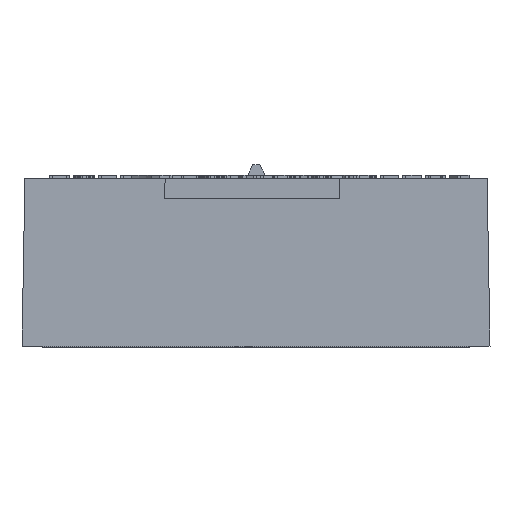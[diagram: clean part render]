
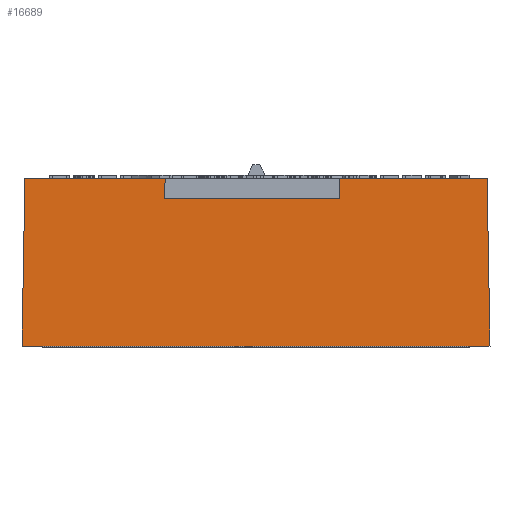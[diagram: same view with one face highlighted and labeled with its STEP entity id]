
A CAD part, front view. The second image highlights one B-rep face of the part: STEP entity #16689.
In plain terms, the highlighted planar face has unit normal (0, -1, 0.018).
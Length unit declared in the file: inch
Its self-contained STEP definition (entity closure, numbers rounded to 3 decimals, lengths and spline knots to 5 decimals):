
#1=DIRECTION('',(1.,0.,0.));
#2=VECTOR('',#1,0.42262);
#3=CARTESIAN_POINT('',(0.2395,0.00838,0.));
#4=LINE('',#3,#2);
#17=DIRECTION('',(1.,0.,0.));
#18=VECTOR('',#17,0.40162);
#19=CARTESIAN_POINT('',(-0.66212,0.00838,0.));
#20=LINE('',#19,#18);
#3474=DIRECTION('',(1.,0.,0.));
#3475=VECTOR('',#3474,0.50201);
#3476=CARTESIAN_POINT('',(-0.2615,0.00737,-0.0575));
#3477=LINE('',#3476,#3475);
#3478=DIRECTION('',(0.017,-0.017,-1.));
#3479=VECTOR('',#3478,0.05752);
#3480=CARTESIAN_POINT('',(0.2395,0.00838,0.));
#3481=LINE('',#3480,#3479);
#3482=DIRECTION('',(-0.017,-0.017,-1.));
#3483=VECTOR('',#3482,0.48015);
#3484=CARTESIAN_POINT('',(-0.66212,0.00838,0.));
#3485=LINE('',#3484,#3483);
#3486=DIRECTION('',(-0.017,-0.017,-1.));
#3487=VECTOR('',#3486,0.05752);
#3488=CARTESIAN_POINT('',(-0.2605,0.00838,0.));
#3489=LINE('',#3488,#3487);
#3518=DIRECTION('',(0.017,-0.017,-1.));
#3519=VECTOR('',#3518,0.48015);
#3520=CARTESIAN_POINT('',(0.66212,0.00838,0.));
#3521=LINE('',#3520,#3519);
#3693=DIRECTION('',(1.,0.,0.));
#3694=VECTOR('',#3693,1.341);
#3695=CARTESIAN_POINT('',(-0.6705,0.,-0.48));
#3696=LINE('',#3695,#3694);
#14440=CARTESIAN_POINT('',(-0.6705,0.,-0.48));
#14441=CARTESIAN_POINT('',(0.6705,0.,-0.48));
#14442=VERTEX_POINT('',#14440);
#14443=VERTEX_POINT('',#14441);
#14444=CARTESIAN_POINT('',(-0.66212,0.00838,0.));
#14445=VERTEX_POINT('',#14444);
#14446=CARTESIAN_POINT('',(0.66212,0.00838,0.));
#14447=VERTEX_POINT('',#14446);
#14774=CARTESIAN_POINT('',(-0.2615,0.00737,-0.0575));
#14775=CARTESIAN_POINT('',(0.2405,0.00737,-0.0575));
#14776=VERTEX_POINT('',#14774);
#14777=VERTEX_POINT('',#14775);
#14778=CARTESIAN_POINT('',(-0.2605,0.00838,0.));
#14779=VERTEX_POINT('',#14778);
#14780=CARTESIAN_POINT('',(0.2395,0.00838,0.));
#14781=VERTEX_POINT('',#14780);
#16668=CARTESIAN_POINT('',(-1.67717,0.,-0.48));
#16669=DIRECTION('',(0.,-1.,0.017));
#16670=DIRECTION('',(-1.,0.,0.));
#16671=AXIS2_PLACEMENT_3D('',#16668,#16669,#16670);
#16672=PLANE('',#16671);
#16674=ORIENTED_EDGE('',*,*,#16673,.T.);
#16676=ORIENTED_EDGE('',*,*,#16675,.F.);
#16677=ORIENTED_EDGE('',*,*,#14875,.T.);
#16679=ORIENTED_EDGE('',*,*,#16678,.T.);
#16681=ORIENTED_EDGE('',*,*,#16680,.F.);
#16683=ORIENTED_EDGE('',*,*,#16682,.F.);
#16684=ORIENTED_EDGE('',*,*,#14883,.T.);
#16686=ORIENTED_EDGE('',*,*,#16685,.T.);
#16687=EDGE_LOOP('',(#16674,#16676,#16677,#16679,#16681,#16683,#16684,#16686));
#16688=FACE_OUTER_BOUND('',#16687,.F.);
#16689=ADVANCED_FACE('',(#16688),#16672,.T.);
#14875=EDGE_CURVE('',#14781,#14447,#4,.T.);
#14883=EDGE_CURVE('',#14445,#14779,#20,.T.);
#16673=EDGE_CURVE('',#14776,#14777,#3477,.T.);
#16675=EDGE_CURVE('',#14781,#14777,#3481,.T.);
#16678=EDGE_CURVE('',#14447,#14443,#3521,.T.);
#16680=EDGE_CURVE('',#14442,#14443,#3696,.T.);
#16682=EDGE_CURVE('',#14445,#14442,#3485,.T.);
#16685=EDGE_CURVE('',#14779,#14776,#3489,.T.);
